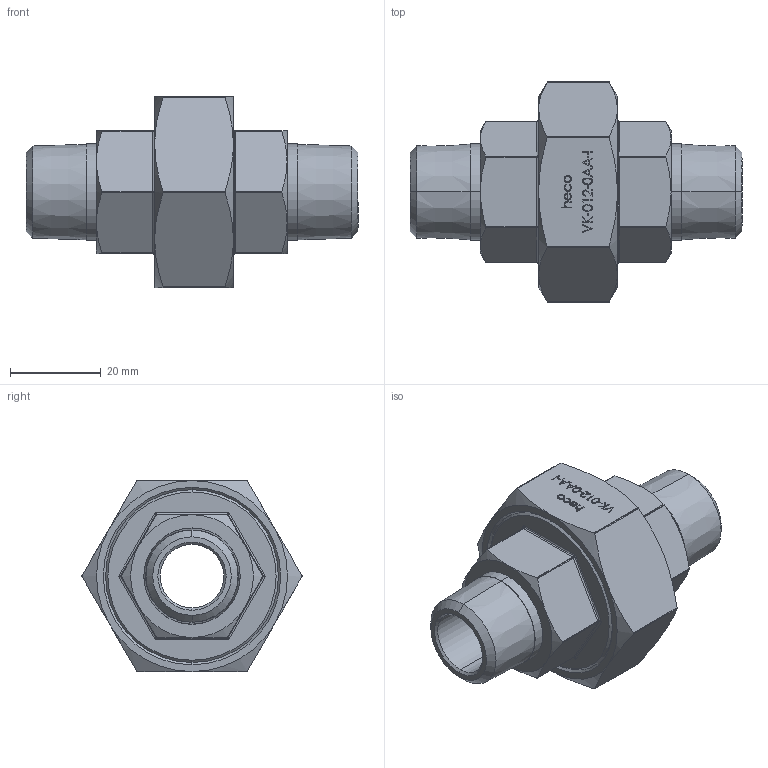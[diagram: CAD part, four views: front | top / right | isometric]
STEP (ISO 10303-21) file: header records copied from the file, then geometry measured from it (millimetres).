
FILE_DESCRIPTION (( 'STEP AP214' ), '1' );
FILE_NAME ('heco_VK-012-0AA-I.STEP', '2016-09-21T07:22:17', ( '' ), ( '' ), 'SwSTEP 2.0', 'SolidWorks 2016', '' );
FILE_SCHEMA (( 'AUTOMOTIVE_DESIGN' ));
Length unit declared in the file: millimetre
Products named in the file (1): heco_VK-012-0AA-I
Bounding box: 73 x 48.4 x 42.05 mm (x, y, z)
Volume: 37186.4 mm3; surface area: 13071.9 mm2
Topology: 1 solids, 1 shells, 326 faces, 810 edges, 506 vertices
Faces by surface type: plane 133, cylinder 76, bspline 71, cone 44, torus 2
Entity records: 15009 total; most frequent: CARTESIAN_POINT 6346, ORIENTED_EDGE 1596, DIRECTION 1108, EDGE_CURVE 798, VERTEX_POINT 506, LINE 428, VECTOR 428, EDGE_LOOP 360
